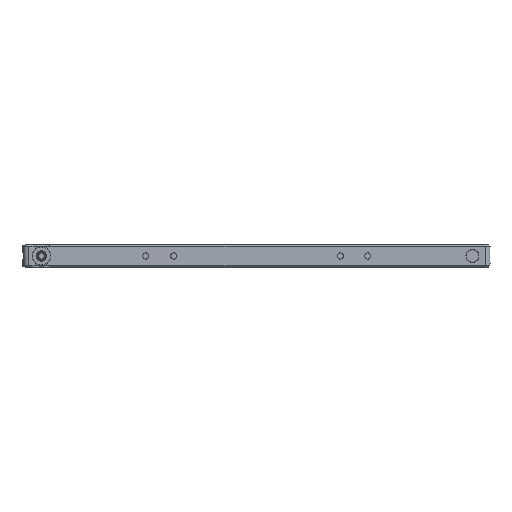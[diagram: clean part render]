
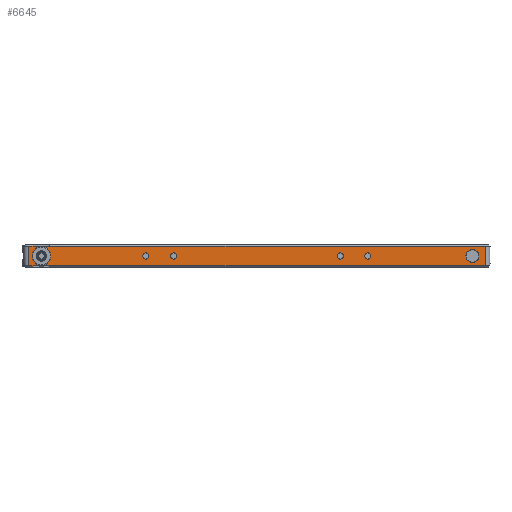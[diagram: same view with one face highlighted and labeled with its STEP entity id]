
A CAD part, left-side view. The second image highlights one B-rep face of the part: STEP entity #6645.
In plain terms, the highlighted planar face has unit normal (-1, 0, 0).
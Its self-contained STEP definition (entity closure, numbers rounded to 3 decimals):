
#2140=CARTESIAN_POINT('',(-80.,-123.5,
5.25));
#2244=DIRECTION('',(0.,-1.,0.));
#2245=VECTOR('',#2244,2.5);
#2246=CARTESIAN_POINT('',(-80.,123.5,5.25));
#2247=LINE('',#2246,#2245);
#2248=DIRECTION('',(0.,1.,0.));
#2249=VECTOR('',#2248,9.);
#2250=CARTESIAN_POINT('',(-80.,112.,5.25));
#2251=LINE('',#2250,#2249);
#2252=DIRECTION('',(0.,-1.,0.));
#2253=VECTOR('',#2252,235.5);
#2254=CARTESIAN_POINT('',(-80.,112.,5.25));
#2255=LINE('',#2254,#2253);
#2256=DIRECTION('',(0.,0.,-1.));
#2257=VECTOR('',#2256,10.5);
#2258=CARTESIAN_POINT('',(-80.,-123.5,
5.25));
#2259=LINE('',#2258,#2257);
#2260=DIRECTION('',(0.,1.,0.));
#2261=VECTOR('',#2260,235.5);
#2262=CARTESIAN_POINT('',(-80.,-123.5,
-5.25));
#2263=LINE('',#2262,#2261);
#2264=DIRECTION('',(0.,1.,0.));
#2265=VECTOR('',#2264,9.);
#2266=CARTESIAN_POINT('',(-80.,112.,-5.25));
#2267=LINE('',#2266,#2265);
#2268=DIRECTION('',(0.,1.,0.));
#2269=VECTOR('',#2268,2.5);
#2270=CARTESIAN_POINT('',(-80.,121.,-5.25));
#2271=LINE('',#2270,#2269);
#2272=DIRECTION('',(0.,0.,-1.));
#2273=VECTOR('',#2272,10.5);
#2274=CARTESIAN_POINT('',(-80.,123.5,5.25));
#2275=LINE('',#2274,#2273);
#2276=CARTESIAN_POINT('',(-80.,-116.5,0.));
#2277=DIRECTION('',(1.,0.,0.));
#2278=DIRECTION('',(0.,1.,0.));
#2279=AXIS2_PLACEMENT_3D('',#2276,#2277,#2278);
#2281=CARTESIAN_POINT('',(-80.,-116.5,0.));
#2282=DIRECTION('',(1.,0.,0.));
#2283=DIRECTION('',(0.,-1.,0.));
#2284=AXIS2_PLACEMENT_3D('',#2281,#2282,#2283);
#2286=CARTESIAN_POINT('',(-80.,60.,0.));
#2287=DIRECTION('',(-1.,0.,0.));
#2288=DIRECTION('',(0.,1.,0.));
#2289=AXIS2_PLACEMENT_3D('',#2286,#2287,#2288);
#2291=CARTESIAN_POINT('',(-80.,60.,0.));
#2292=DIRECTION('',(-1.,0.,0.));
#2293=DIRECTION('',(0.,-1.,0.));
#2294=AXIS2_PLACEMENT_3D('',#2291,#2292,#2293);
#2296=CARTESIAN_POINT('',(-80.,45.,0.));
#2297=DIRECTION('',(-1.,0.,0.));
#2298=DIRECTION('',(0.,1.,0.));
#2299=AXIS2_PLACEMENT_3D('',#2296,#2297,#2298);
#2301=CARTESIAN_POINT('',(-80.,45.,0.));
#2302=DIRECTION('',(-1.,0.,0.));
#2303=DIRECTION('',(0.,-1.,0.));
#2304=AXIS2_PLACEMENT_3D('',#2301,#2302,#2303);
#2306=CARTESIAN_POINT('',(-80.,-45.,0.));
#2307=DIRECTION('',(-1.,0.,0.));
#2308=DIRECTION('',(0.,1.,0.));
#2309=AXIS2_PLACEMENT_3D('',#2306,#2307,#2308);
#2311=CARTESIAN_POINT('',(-80.,-45.,0.));
#2312=DIRECTION('',(-1.,0.,0.));
#2313=DIRECTION('',(0.,-1.,0.));
#2314=AXIS2_PLACEMENT_3D('',#2311,#2312,#2313);
#2316=CARTESIAN_POINT('',(-80.,-60.,0.));
#2317=DIRECTION('',(-1.,0.,0.));
#2318=DIRECTION('',(0.,1.,0.));
#2319=AXIS2_PLACEMENT_3D('',#2316,#2317,#2318);
#2321=CARTESIAN_POINT('',(-80.,-60.,0.));
#2322=DIRECTION('',(-1.,0.,0.));
#2323=DIRECTION('',(0.,-1.,0.));
#2324=AXIS2_PLACEMENT_3D('',#2321,#2322,#2323);
#2326=CARTESIAN_POINT('',(-80.,116.5,0.));
#2327=DIRECTION('',(-1.,0.,0.));
#2328=DIRECTION('',(0.,1.,0.));
#2329=AXIS2_PLACEMENT_3D('',#2326,#2327,#2328);
#2331=CARTESIAN_POINT('',(-80.,116.5,0.));
#2332=DIRECTION('',(-1.,0.,0.));
#2333=DIRECTION('',(0.,-1.,0.));
#2334=AXIS2_PLACEMENT_3D('',#2331,#2332,#2333);
#2397=CARTESIAN_POINT('',(-80.,123.5,
-5.25));
#4299=CARTESIAN_POINT('',(-80.,-113.,0.));
#4300=CARTESIAN_POINT('',(-80.,-120.,0.));
#4301=VERTEX_POINT('',#4299);
#4302=VERTEX_POINT('',#4300);
#4390=CARTESIAN_POINT('',(-80.,121.,5.25));
#4392=VERTEX_POINT('',#4390);
#4393=CARTESIAN_POINT('',(-80.,123.5,5.25));
#4394=VERTEX_POINT('',#4393);
#4412=VERTEX_POINT('',#2140);
#4413=CARTESIAN_POINT('',(-80.,112.,5.25));
#4415=VERTEX_POINT('',#4413);
#4418=CARTESIAN_POINT('',(-80.,112.,-5.25));
#4420=VERTEX_POINT('',#4418);
#4421=CARTESIAN_POINT('',(-80.,-123.5,
-5.25));
#4422=VERTEX_POINT('',#4421);
#4440=VERTEX_POINT('',#2397);
#4441=CARTESIAN_POINT('',(-80.,121.,-5.25));
#4443=VERTEX_POINT('',#4441);
#4453=CARTESIAN_POINT('',(-80.,61.65,0.));
#4454=CARTESIAN_POINT('',(-80.,58.35,0.));
#4455=VERTEX_POINT('',#4453);
#4456=VERTEX_POINT('',#4454);
#4457=CARTESIAN_POINT('',(-80.,46.65,0.));
#4458=CARTESIAN_POINT('',(-80.,43.35,0.));
#4459=VERTEX_POINT('',#4457);
#4460=VERTEX_POINT('',#4458);
#4461=CARTESIAN_POINT('',(-80.,-43.35,0.));
#4462=CARTESIAN_POINT('',(-80.,-46.65,0.));
#4463=VERTEX_POINT('',#4461);
#4464=VERTEX_POINT('',#4462);
#4465=CARTESIAN_POINT('',(-80.,-58.35,0.));
#4466=CARTESIAN_POINT('',(-80.,-61.65,0.));
#4467=VERTEX_POINT('',#4465);
#4468=VERTEX_POINT('',#4466);
#4768=CARTESIAN_POINT('',(-80.,121.3,0.));
#4769=CARTESIAN_POINT('',(-80.,111.7,0.));
#4770=VERTEX_POINT('',#4768);
#4771=VERTEX_POINT('',#4769);
#6591=CARTESIAN_POINT('',(-80.,126.,-6.));
#6592=DIRECTION('',(-1.,0.,0.));
#6593=DIRECTION('',(0.,-1.,0.));
#6594=AXIS2_PLACEMENT_3D('',#6591,#6592,#6593);
#6595=PLANE('',#6594);
#6597=ORIENTED_EDGE('',*,*,#6596,.T.);
#6598=ORIENTED_EDGE('',*,*,#6567,.F.);
#6599=ORIENTED_EDGE('',*,*,#6543,.T.);
#6600=ORIENTED_EDGE('',*,*,#6516,.T.);
#6601=ORIENTED_EDGE('',*,*,#5120,.T.);
#6603=ORIENTED_EDGE('',*,*,#6602,.T.);
#6604=ORIENTED_EDGE('',*,*,#5206,.T.);
#6606=ORIENTED_EDGE('',*,*,#6605,.F.);
#6607=EDGE_LOOP('',(#6597,#6598,#6599,#6600,#6601,#6603,#6604,#6606));
#6608=FACE_OUTER_BOUND('',#6607,.F.);
#6610=ORIENTED_EDGE('',*,*,#6609,.F.);
#6612=ORIENTED_EDGE('',*,*,#6611,.F.);
#6613=EDGE_LOOP('',(#6610,#6612));
#6614=FACE_BOUND('',#6613,.F.);
#6616=ORIENTED_EDGE('',*,*,#6615,.T.);
#6618=ORIENTED_EDGE('',*,*,#6617,.T.);
#6619=EDGE_LOOP('',(#6616,#6618));
#6620=FACE_BOUND('',#6619,.F.);
#6622=ORIENTED_EDGE('',*,*,#6621,.T.);
#6624=ORIENTED_EDGE('',*,*,#6623,.T.);
#6625=EDGE_LOOP('',(#6622,#6624));
#6626=FACE_BOUND('',#6625,.F.);
#6628=ORIENTED_EDGE('',*,*,#6627,.T.);
#6630=ORIENTED_EDGE('',*,*,#6629,.T.);
#6631=EDGE_LOOP('',(#6628,#6630));
#6632=FACE_BOUND('',#6631,.F.);
#6634=ORIENTED_EDGE('',*,*,#6633,.T.);
#6636=ORIENTED_EDGE('',*,*,#6635,.T.);
#6637=EDGE_LOOP('',(#6634,#6636));
#6638=FACE_BOUND('',#6637,.F.);
#6640=ORIENTED_EDGE('',*,*,#6639,.T.);
#6642=ORIENTED_EDGE('',*,*,#6641,.T.);
#6643=EDGE_LOOP('',(#6640,#6642));
#6644=FACE_BOUND('',#6643,.F.);
#6645=ADVANCED_FACE('',(#6608,#6614,#6620,#6626,#6632,#6638,#6644),#6595,.T.);
#2280=CIRCLE('',#2279,3.5);
#2285=CIRCLE('',#2284,3.5);
#2290=CIRCLE('',#2289,1.65);
#2295=CIRCLE('',#2294,1.65);
#2300=CIRCLE('',#2299,1.65);
#2305=CIRCLE('',#2304,1.65);
#2310=CIRCLE('',#2309,1.65);
#2315=CIRCLE('',#2314,1.65);
#2320=CIRCLE('',#2319,1.65);
#2325=CIRCLE('',#2324,1.65);
#2330=CIRCLE('',#2329,4.8);
#2335=CIRCLE('',#2334,4.8);
#5120=EDGE_CURVE('',#4422,#4420,#2263,.T.);
#5206=EDGE_CURVE('',#4443,#4440,#2271,.T.);
#6516=EDGE_CURVE('',#4412,#4422,#2259,.T.);
#6543=EDGE_CURVE('',#4415,#4412,#2255,.T.);
#6567=EDGE_CURVE('',#4415,#4392,#2251,.T.);
#6596=EDGE_CURVE('',#4394,#4392,#2247,.T.);
#6602=EDGE_CURVE('',#4420,#4443,#2267,.T.);
#6605=EDGE_CURVE('',#4394,#4440,#2275,.T.);
#6609=EDGE_CURVE('',#4301,#4302,#2280,.T.);
#6611=EDGE_CURVE('',#4302,#4301,#2285,.T.);
#6615=EDGE_CURVE('',#4455,#4456,#2290,.T.);
#6617=EDGE_CURVE('',#4456,#4455,#2295,.T.);
#6621=EDGE_CURVE('',#4459,#4460,#2300,.T.);
#6623=EDGE_CURVE('',#4460,#4459,#2305,.T.);
#6627=EDGE_CURVE('',#4463,#4464,#2310,.T.);
#6629=EDGE_CURVE('',#4464,#4463,#2315,.T.);
#6633=EDGE_CURVE('',#4467,#4468,#2320,.T.);
#6635=EDGE_CURVE('',#4468,#4467,#2325,.T.);
#6639=EDGE_CURVE('',#4770,#4771,#2330,.T.);
#6641=EDGE_CURVE('',#4771,#4770,#2335,.T.);
